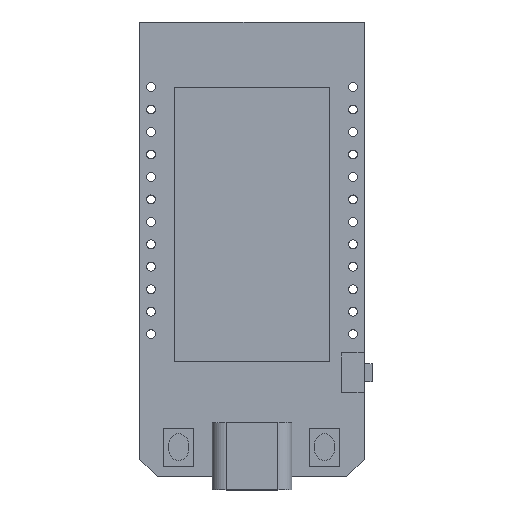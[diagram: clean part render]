
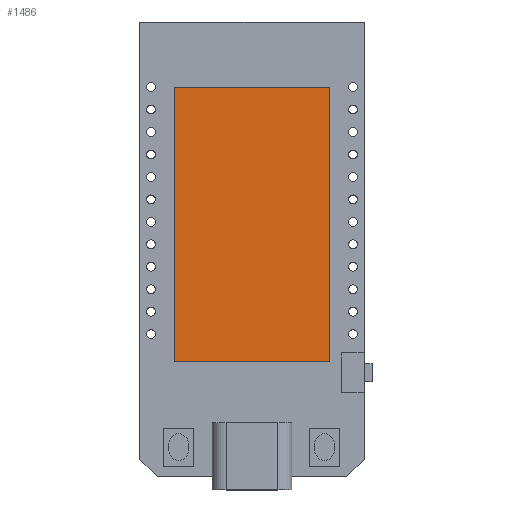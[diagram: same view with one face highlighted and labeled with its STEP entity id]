
A CAD part, top view. The second image highlights one B-rep face of the part: STEP entity #1486.
In plain terms, the highlighted planar face has unit normal (0, 0, 1).
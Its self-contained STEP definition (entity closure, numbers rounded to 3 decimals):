
#94=PLANE('',#1643);
#174=FACE_OUTER_BOUND('',#308,.T.);
#308=EDGE_LOOP('',(#1220,#1221,#1222,#1223));
#402=LINE('',#2327,#540);
#405=LINE('',#2333,#543);
#408=LINE('',#2339,#546);
#411=LINE('',#2343,#549);
#540=VECTOR('',#1913,10.);
#543=VECTOR('',#1918,10.);
#546=VECTOR('',#1923,10.);
#549=VECTOR('',#1928,10.);
#756=VERTEX_POINT('',#2324);
#757=VERTEX_POINT('',#2326);
#759=VERTEX_POINT('',#2332);
#761=VERTEX_POINT('',#2338);
#918=EDGE_CURVE('',#757,#756,#402,.T.);
#921=EDGE_CURVE('',#759,#757,#405,.T.);
#924=EDGE_CURVE('',#761,#759,#408,.T.);
#927=EDGE_CURVE('',#756,#761,#411,.T.);
#1220=ORIENTED_EDGE('',*,*,#927,.T.);
#1221=ORIENTED_EDGE('',*,*,#924,.T.);
#1222=ORIENTED_EDGE('',*,*,#921,.T.);
#1223=ORIENTED_EDGE('',*,*,#918,.T.);
#1486=ADVANCED_FACE('',(#174),#94,.T.);
#1643=AXIS2_PLACEMENT_3D('',#2344,#1929,#1930);
#1913=DIRECTION('',(0.,-1.,0.));
#1918=DIRECTION('',(-1.,0.,0.));
#1923=DIRECTION('',(0.,1.,0.));
#1928=DIRECTION('',(1.,0.,0.));
#1929=DIRECTION('center_axis',(0.,0.,1.));
#1930=DIRECTION('ref_axis',(1.,0.,0.));
#2324=CARTESIAN_POINT('',(2.63,-31.034,2.9));
#2326=CARTESIAN_POINT('',(2.63,-0.034,2.9));
#2327=CARTESIAN_POINT('',(2.63,-31.034,2.9));
#2332=CARTESIAN_POINT('',(20.23,-0.034,2.9));
#2333=CARTESIAN_POINT('',(2.63,-0.034,2.9));
#2338=CARTESIAN_POINT('',(20.23,-31.034,2.9));
#2339=CARTESIAN_POINT('',(20.23,-0.034,2.9));
#2343=CARTESIAN_POINT('',(20.23,-31.034,2.9));
#2344=CARTESIAN_POINT('Origin',(11.43,-15.534,2.9));
